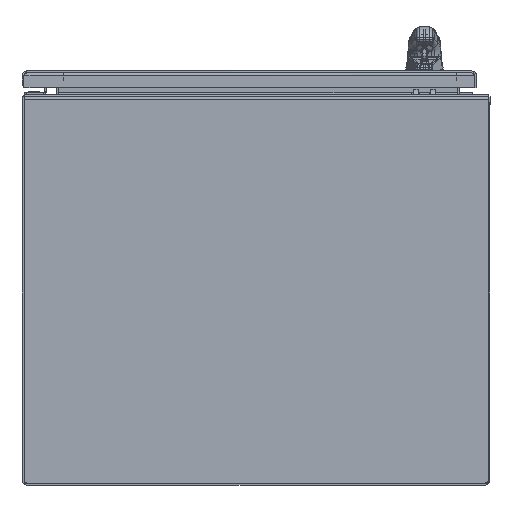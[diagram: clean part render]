
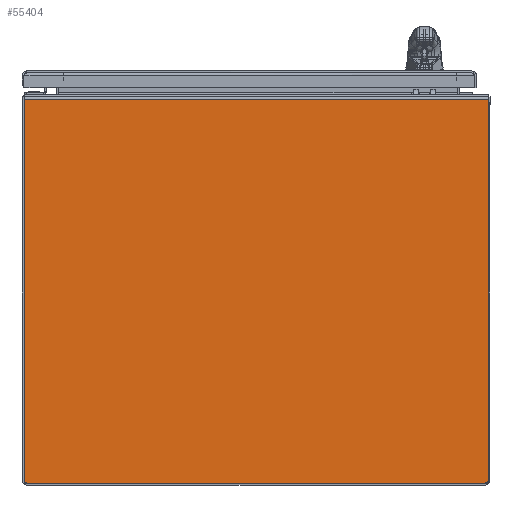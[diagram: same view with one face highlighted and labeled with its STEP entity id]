
A CAD part, front view. The second image highlights one B-rep face of the part: STEP entity #55404.
In plain terms, the highlighted face is planar.
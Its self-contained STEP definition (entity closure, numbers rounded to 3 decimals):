
#9205=PLANE('',#57874);
#10110=FACE_OUTER_BOUND('',#12475,.T.);
#12475=EDGE_LOOP('',(#42939,#42940,#42941,#42942));
#18282=LINE('',#78380,#22105);
#18288=LINE('',#78398,#22111);
#18291=LINE('',#78404,#22114);
#18292=LINE('',#78405,#22115);
#22105=VECTOR('',#63827,23.921);
#22111=VECTOR('',#63851,19.78);
#22114=VECTOR('',#63856,19.78);
#22115=VECTOR('',#63857,23.921);
#25870=VERTEX_POINT('',#78377);
#25871=VERTEX_POINT('',#78379);
#25874=VERTEX_POINT('',#78397);
#25876=VERTEX_POINT('',#78403);
#33976=EDGE_CURVE('',#25871,#25870,#18282,.T.);
#33985=EDGE_CURVE('',#25871,#25874,#18288,.T.);
#33988=EDGE_CURVE('',#25876,#25870,#18291,.T.);
#33989=EDGE_CURVE('',#25874,#25876,#18292,.T.);
#42939=ORIENTED_EDGE('',*,*,#33976,.T.);
#42940=ORIENTED_EDGE('',*,*,#33988,.F.);
#42941=ORIENTED_EDGE('',*,*,#33989,.F.);
#42942=ORIENTED_EDGE('',*,*,#33985,.F.);
#55404=ADVANCED_FACE('',(#10110),#9205,.T.);
#57874=AXIS2_PLACEMENT_3D('',#78402,#63854,#63855);
#63827=DIRECTION('',(1.,0.,0.));
#63851=DIRECTION('',(0.,1.,0.));
#63854=DIRECTION('center_axis',(0.,0.,1.));
#63855=DIRECTION('ref_axis',(1.,0.,0.));
#63856=DIRECTION('',(0.,-1.,0.));
#63857=DIRECTION('',(1.,0.,0.));
#78377=CARTESIAN_POINT('',(11.961,-9.769,0.102));
#78379=CARTESIAN_POINT('',(-11.961,-9.769,0.102));
#78380=CARTESIAN_POINT('',(-5.98,-9.769,0.102));
#78397=CARTESIAN_POINT('',(-11.961,10.012,0.102));
#78398=CARTESIAN_POINT('',(-11.961,-10.012,0.102));
#78402=CARTESIAN_POINT('Origin',(0.,0.,
0.102));
#78403=CARTESIAN_POINT('',(11.961,10.012,0.102));
#78404=CARTESIAN_POINT('',(11.961,10.012,0.102));
#78405=CARTESIAN_POINT('',(-11.961,10.012,0.102));
